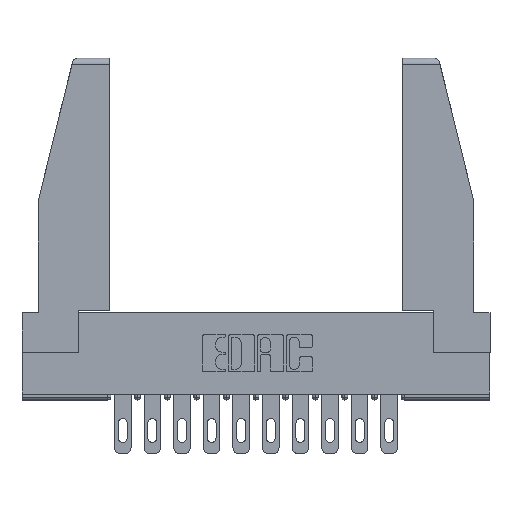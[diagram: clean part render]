
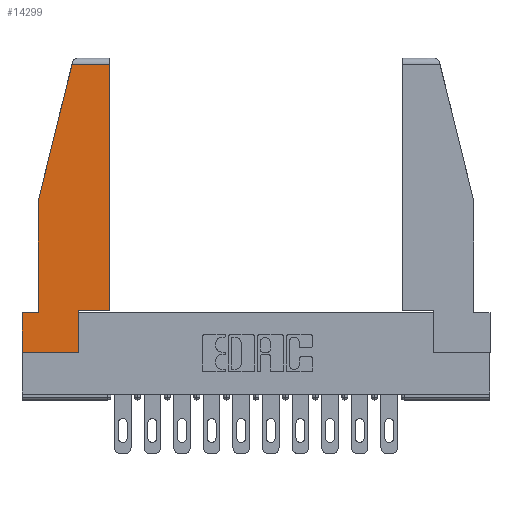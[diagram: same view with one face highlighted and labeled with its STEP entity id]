
A CAD part, top view. The second image highlights one B-rep face of the part: STEP entity #14299.
In plain terms, the highlighted planar face has unit normal (0, 0, 1).
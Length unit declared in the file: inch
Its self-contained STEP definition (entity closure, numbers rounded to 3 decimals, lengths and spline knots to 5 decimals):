
#4 = CARTESIAN_POINT ( 'NONE',  ( 0.297, 0., 0. ) ) ;
#53 = CARTESIAN_POINT ( 'NONE',  ( 0., 0.21, 0. ) ) ;
#228 = LINE ( 'NONE', #53, #13225 ) ;
#322 = VECTOR ( 'NONE', #5857, 39.37008 ) ;
#859 = ORIENTED_EDGE ( 'NONE', *, *, #11242, .T. ) ;
#928 = CARTESIAN_POINT ( 'NONE',  ( 0.2636, 1.52, 0. ) ) ;
#1402 = EDGE_CURVE ( 'NONE', #7039, #13142, #7054, .T. ) ;
#1447 = VERTEX_POINT ( 'NONE', #5425 ) ;
#1547 = VECTOR ( 'NONE', #11551, 39.37008 ) ;
#1570 = CARTESIAN_POINT ( 'NONE',  ( 0., 0., 0. ) ) ;
#1670 = LINE ( 'NONE', #8722, #11319 ) ;
#2169 = CARTESIAN_POINT ( 'NONE',  ( 0.086, 0.21, 0. ) ) ;
#2188 = ORIENTED_EDGE ( 'NONE', *, *, #3461, .T. ) ;
#2553 = VERTEX_POINT ( 'NONE', #12514 ) ;
#2619 = ORIENTED_EDGE ( 'NONE', *, *, #9324, .T. ) ;
#2675 = CARTESIAN_POINT ( 'NONE',  ( 0., 0.21, 0. ) ) ;
#2945 = DIRECTION ( 'NONE',  ( 0., 1., 0. ) ) ;
#2964 = CARTESIAN_POINT ( 'NONE',  ( 0., 0., 0. ) ) ;
#3206 = VERTEX_POINT ( 'NONE', #8247 ) ;
#3461 = EDGE_CURVE ( 'NONE', #12991, #1447, #7959, .T. ) ;
#3488 = EDGE_CURVE ( 'NONE', #13142, #12213, #228, .T. ) ;
#3836 = LINE ( 'NONE', #5311, #10022 ) ;
#4042 = EDGE_CURVE ( 'NONE', #12213, #4186, #5083, .T. ) ;
#4063 = ORIENTED_EDGE ( 'NONE', *, *, #14867, .T. ) ;
#4186 = VERTEX_POINT ( 'NONE', #1570 ) ;
#4272 = AXIS2_PLACEMENT_3D ( 'NONE', #2964, #5578, #14027 ) ;
#4302 = VECTOR ( 'NONE', #2945, 39.37008 ) ;
#4470 = ORIENTED_EDGE ( 'NONE', *, *, #15935, .T. ) ;
#4637 = FACE_OUTER_BOUND ( 'NONE', #5816, .T. ) ;
#5083 = LINE ( 'NONE', #7803, #1547 ) ;
#5277 = CARTESIAN_POINT ( 'NONE',  ( 0.086, 0.8, 0. ) ) ;
#5311 = CARTESIAN_POINT ( 'NONE',  ( 0.461, 0.223, 0. ) ) ;
#5365 = DIRECTION ( 'NONE',  ( 0., 1., 0. ) ) ;
#5425 = CARTESIAN_POINT ( 'NONE',  ( 0.297, 0.223, 0. ) ) ;
#5578 = DIRECTION ( 'NONE',  ( 0., 0., 1. ) ) ;
#5816 = EDGE_LOOP ( 'NONE', ( #4063, #859, #4470, #14101, #8131, #14479, #14857, #2188, #2619 ) ) ;
#5857 = DIRECTION ( 'NONE',  ( -1., 0., 0. ) ) ;
#5945 = CARTESIAN_POINT ( 'NONE',  ( 0., 1.52, 0. ) ) ;
#6320 = DIRECTION ( 'NONE',  ( -1., 0., 0. ) ) ;
#7039 = VERTEX_POINT ( 'NONE', #5277 ) ;
#7054 = LINE ( 'NONE', #12531, #10353 ) ;
#7448 = CARTESIAN_POINT ( 'NONE',  ( 0.271, 1.55, 0. ) ) ;
#7496 = DIRECTION ( 'NONE',  ( -0.239, -0.971, 0. ) ) ;
#7803 = CARTESIAN_POINT ( 'NONE',  ( 0., 0.21, 0. ) ) ;
#7959 = LINE ( 'NONE', #4, #4302 ) ;
#8063 = VECTOR ( 'NONE', #7496, 39.37008 ) ;
#8131 = ORIENTED_EDGE ( 'NONE', *, *, #3488, .T. ) ;
#8247 = CARTESIAN_POINT ( 'NONE',  ( 0.461, 1.52, 0. ) ) ;
#8688 = VECTOR ( 'NONE', #13515, 39.37008 ) ;
#8722 = CARTESIAN_POINT ( 'NONE',  ( 0., 0., 0. ) ) ;
#8733 = VERTEX_POINT ( 'NONE', #928 ) ;
#9076 = LINE ( 'NONE', #12358, #8688 ) ;
#9324 = EDGE_CURVE ( 'NONE', #1447, #2553, #9076, .T. ) ;
#10022 = VECTOR ( 'NONE', #5365, 39.37008 ) ;
#10353 = VECTOR ( 'NONE', #11618, 39.37008 ) ;
#11242 = EDGE_CURVE ( 'NONE', #3206, #8733, #13660, .T. ) ;
#11319 = VECTOR ( 'NONE', #14639, 39.37008 ) ;
#11551 = DIRECTION ( 'NONE',  ( 0., -1., 0. ) ) ;
#11618 = DIRECTION ( 'NONE',  ( 0., -1., 0. ) ) ;
#12213 = VERTEX_POINT ( 'NONE', #2675 ) ;
#12358 = CARTESIAN_POINT ( 'NONE',  ( 0.297, 0.223, 0. ) ) ;
#12514 = CARTESIAN_POINT ( 'NONE',  ( 0.461, 0.223, 0. ) ) ;
#12531 = CARTESIAN_POINT ( 'NONE',  ( 0.086, 0.8, 0. ) ) ;
#12860 = PLANE ( 'NONE',  #4272 ) ;
#12991 = VERTEX_POINT ( 'NONE', #15376 ) ;
#13142 = VERTEX_POINT ( 'NONE', #2169 ) ;
#13225 = VECTOR ( 'NONE', #6320, 39.37008 ) ;
#13515 = DIRECTION ( 'NONE',  ( 1., 0., 0. ) ) ;
#13660 = LINE ( 'NONE', #5945, #322 ) ;
#14027 = DIRECTION ( 'NONE',  ( 1., 0., 0. ) ) ;
#14101 = ORIENTED_EDGE ( 'NONE', *, *, #1402, .T. ) ;
#14299 = ADVANCED_FACE ( 'NONE', ( #4637 ), #12860, .T. ) ;
#14410 = LINE ( 'NONE', #7448, #8063 ) ;
#14479 = ORIENTED_EDGE ( 'NONE', *, *, #4042, .T. ) ;
#14639 = DIRECTION ( 'NONE',  ( 1., 0., 0. ) ) ;
#14857 = ORIENTED_EDGE ( 'NONE', *, *, #15910, .T. ) ;
#14867 = EDGE_CURVE ( 'NONE', #2553, #3206, #3836, .T. ) ;
#15376 = CARTESIAN_POINT ( 'NONE',  ( 0.297, 0., 0. ) ) ;
#15910 = EDGE_CURVE ( 'NONE', #4186, #12991, #1670, .T. ) ;
#15935 = EDGE_CURVE ( 'NONE', #8733, #7039, #14410, .T. ) ;
